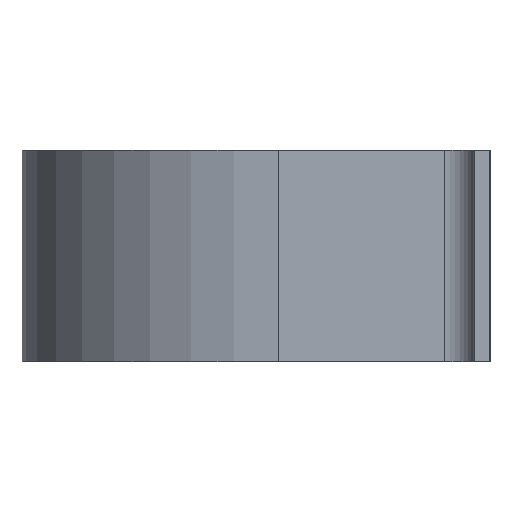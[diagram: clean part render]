
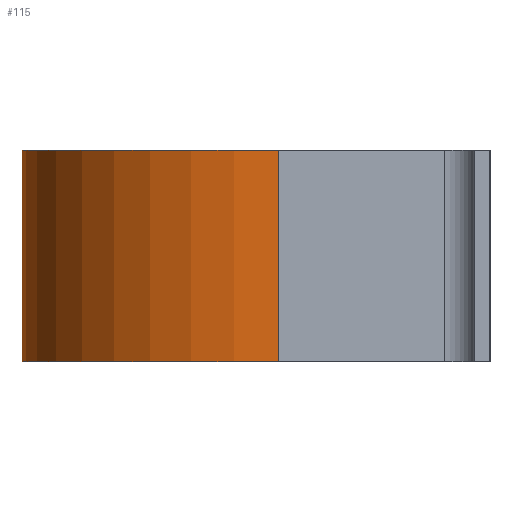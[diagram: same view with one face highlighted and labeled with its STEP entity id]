
A CAD part, left-side view. The second image highlights one B-rep face of the part: STEP entity #115.
In plain terms, the highlighted cylindrical face has radius 17 mm (diameter 34 mm), a partial arc.
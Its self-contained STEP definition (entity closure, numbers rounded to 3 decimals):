
#25 = LINE ( 'NONE', #367, #445 ) ;
#52 = DIRECTION ( 'NONE',  ( 0., 0., -1. ) ) ;
#60 = FACE_OUTER_BOUND ( 'NONE', #376, .T. ) ;
#115 = ADVANCED_FACE ( 'NONE', ( #60 ), #1112, .T. ) ;
#141 = VECTOR ( 'NONE', #960, 1000. ) ;
#166 = DIRECTION ( 'NONE',  ( -1., 0., 0. ) ) ;
#213 = CARTESIAN_POINT ( 'NONE',  ( 17., 16., -7. ) ) ;
#227 = DIRECTION ( 'NONE',  ( 1., 0., 0. ) ) ;
#322 = DIRECTION ( 'NONE',  ( 0., 0., -1. ) ) ;
#346 = LINE ( 'NONE', #515, #141 ) ;
#367 = CARTESIAN_POINT ( 'NONE',  ( 17., 16., 7. ) ) ;
#376 = EDGE_LOOP ( 'NONE', ( #947, #1032, #970, #619 ) ) ;
#411 = CARTESIAN_POINT ( 'NONE',  ( 17., 16., 7. ) ) ;
#418 = AXIS2_PLACEMENT_3D ( 'NONE', #668, #52, #1095 ) ;
#445 = VECTOR ( 'NONE', #714, 1000. ) ;
#479 = CARTESIAN_POINT ( 'NONE',  ( -17., 16., -7. ) ) ;
#515 = CARTESIAN_POINT ( 'NONE',  ( -17., 16., 7. ) ) ;
#617 = CIRCLE ( 'NONE', #418, 17. ) ;
#619 = ORIENTED_EDGE ( 'NONE', *, *, #866, .T. ) ;
#630 = CARTESIAN_POINT ( 'NONE',  ( 0., 16., 7. ) ) ;
#637 = EDGE_CURVE ( 'NONE', #1028, #862, #346, .T. ) ;
#668 = CARTESIAN_POINT ( 'NONE',  ( 0., 16., -7. ) ) ;
#714 = DIRECTION ( 'NONE',  ( 0., 0., -1. ) ) ;
#752 = VERTEX_POINT ( 'NONE', #213 ) ;
#754 = CARTESIAN_POINT ( 'NONE',  ( 0., 16., 7. ) ) ;
#776 = CARTESIAN_POINT ( 'NONE',  ( -17., 16., 7. ) ) ;
#799 = EDGE_CURVE ( 'NONE', #1028, #1014, #811, .T. ) ;
#811 = CIRCLE ( 'NONE', #1107, 17. ) ;
#862 = VERTEX_POINT ( 'NONE', #479 ) ;
#866 = EDGE_CURVE ( 'NONE', #1014, #752, #25, .T. ) ;
#885 = AXIS2_PLACEMENT_3D ( 'NONE', #754, #322, #166 ) ;
#895 = DIRECTION ( 'NONE',  ( 0., 0., -1. ) ) ;
#947 = ORIENTED_EDGE ( 'NONE', *, *, #983, .F. ) ;
#960 = DIRECTION ( 'NONE',  ( 0., 0., -1. ) ) ;
#970 = ORIENTED_EDGE ( 'NONE', *, *, #799, .T. ) ;
#983 = EDGE_CURVE ( 'NONE', #862, #752, #617, .T. ) ;
#1014 = VERTEX_POINT ( 'NONE', #411 ) ;
#1028 = VERTEX_POINT ( 'NONE', #776 ) ;
#1032 = ORIENTED_EDGE ( 'NONE', *, *, #637, .F. ) ;
#1095 = DIRECTION ( 'NONE',  ( 1., 0., 0. ) ) ;
#1107 = AXIS2_PLACEMENT_3D ( 'NONE', #630, #895, #227 ) ;
#1112 = CYLINDRICAL_SURFACE ( 'NONE', #885, 17. ) ;
